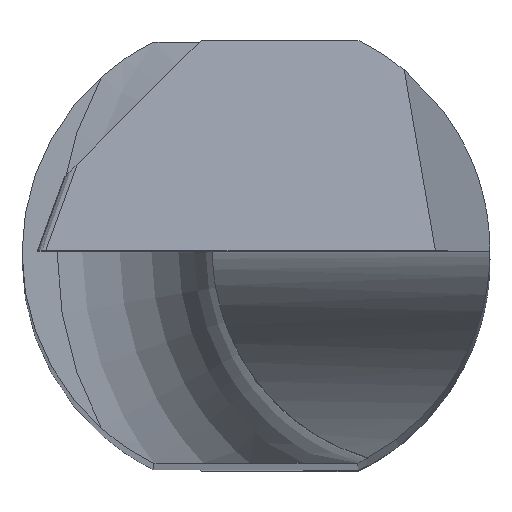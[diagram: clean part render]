
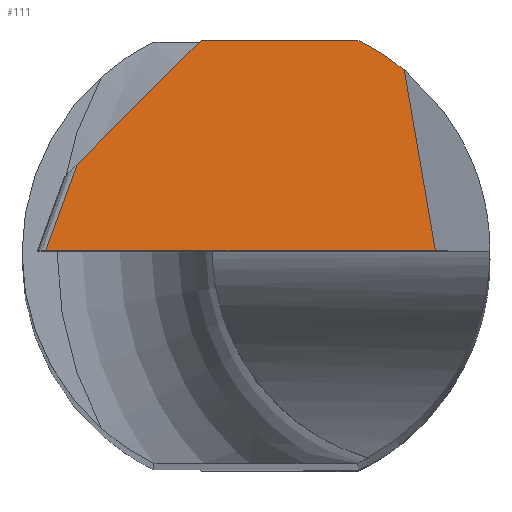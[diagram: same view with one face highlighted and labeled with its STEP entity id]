
A CAD part, top view. The second image highlights one B-rep face of the part: STEP entity #111.
In plain terms, the highlighted planar face has unit normal (0.035, 0.044, 0.998).
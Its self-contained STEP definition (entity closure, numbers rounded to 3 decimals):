
#32=ELLIPSE('',#972,3.005,3.);
#72=PLANE('',#997);
#111=ADVANCED_FACE('',(#161),#72,.F.);
#161=FACE_OUTER_BOUND('',#203,.T.);
#203=EDGE_LOOP('',(#419,#420,#421,#422,#423,#424));
#419=ORIENTED_EDGE('',*,*,#665,.F.);
#420=ORIENTED_EDGE('',*,*,#606,.T.);
#421=ORIENTED_EDGE('',*,*,#664,.T.);
#422=ORIENTED_EDGE('',*,*,#666,.F.);
#423=ORIENTED_EDGE('',*,*,#667,.F.);
#424=ORIENTED_EDGE('',*,*,#652,.T.);
#510=VERTEX_POINT('',#1604);
#511=VERTEX_POINT('',#1606);
#542=VERTEX_POINT('',#1913);
#543=VERTEX_POINT('',#1915);
#551=VERTEX_POINT('',#2084);
#552=VERTEX_POINT('',#2089);
#606=EDGE_CURVE('',#511,#510,#32,.T.);
#652=EDGE_CURVE('',#543,#542,#821,.T.);
#664=EDGE_CURVE('',#510,#551,#826,.T.);
#665=EDGE_CURVE('',#511,#542,#827,.T.);
#666=EDGE_CURVE('',#552,#551,#828,.T.);
#667=EDGE_CURVE('',#543,#552,#829,.T.);
#821=LINE('',#1914,#880);
#826=LINE('',#2085,#885);
#827=LINE('',#2087,#886);
#828=LINE('',#2088,#887);
#829=LINE('',#2090,#888);
#880=VECTOR('',#1148,1.);
#885=VECTOR('',#1155,1.);
#886=VECTOR('',#1158,1.);
#887=VECTOR('',#1159,1.);
#888=VECTOR('',#1160,1.);
#972=AXIS2_PLACEMENT_3D('',#1605,#1089,#1090);
#997=AXIS2_PLACEMENT_3D('',#2091,#1161,#1162);
#1089=DIRECTION('',(0.035,0.044,0.998));
#1090=DIRECTION('',(0.623,0.78,-0.056));
#1148=DIRECTION('',(0.999,0.,-0.035));
#1155=DIRECTION('',(-0.999,0.,0.035));
#1158=DIRECTION('',(0.17,-0.985,0.037));
#1159=DIRECTION('',(0.706,0.706,-0.055));
#1160=DIRECTION('',(0.342,0.938,-0.053));
#1161=DIRECTION('',(-0.035,-0.044,-0.998));
#1162=DIRECTION('',(0.002,-0.999,0.044));
#1604=CARTESIAN_POINT('',(1.308,2.7,37.242));
#1605=CARTESIAN_POINT('',(0.,0.,37.406));
#1606=CARTESIAN_POINT('',(1.9,2.322,37.238));
#1913=CARTESIAN_POINT('',(2.3,0.,37.325));
#1914=CARTESIAN_POINT('',(-2.697,0.,37.5));
#1915=CARTESIAN_POINT('',(-2.697,0.,37.5));
#2084=CARTESIAN_POINT('',(-0.704,2.7,37.312));
#2085=CARTESIAN_POINT('',(1.308,2.7,37.242));
#2087=CARTESIAN_POINT('',(1.9,2.322,37.238));
#2088=CARTESIAN_POINT('',(-2.292,1.113,37.437));
#2089=CARTESIAN_POINT('',(-2.292,1.113,37.437));
#2090=CARTESIAN_POINT('',(-2.697,0.,37.5));
#2091=CARTESIAN_POINT('',(-3.735,2.7,37.418));
